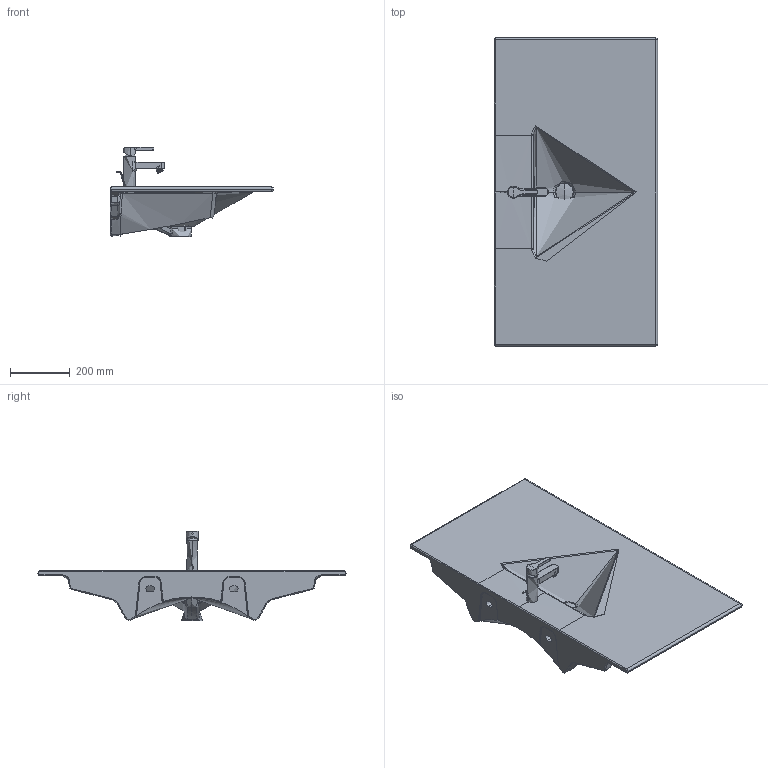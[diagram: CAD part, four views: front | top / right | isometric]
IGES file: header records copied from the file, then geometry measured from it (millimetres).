
Global section: file name: No Iges File Name specified; native system: Autodesk Inventor 2011; preprocessor: AutoDesk Inventor Iges Exporter R2011; author: Administrator; date: 20110518.171407; units: millimetre
Bounding box: 545.04 x 1030.02 x 300.3 mm (x, y, z)
Volume: 17944967.6 mm3
Topology: 3 solids, 3 shells, 760 faces, 3890 edges, 3550 vertices
Faces by surface type: plane 358, revolution 169, bspline 168, cylinder 35, cone 13, torus 12, sphere 5
